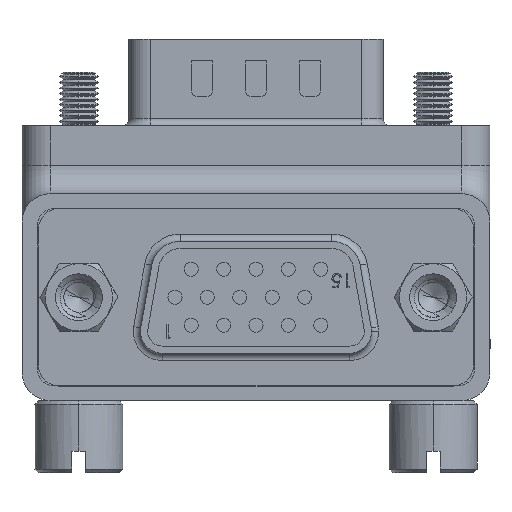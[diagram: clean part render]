
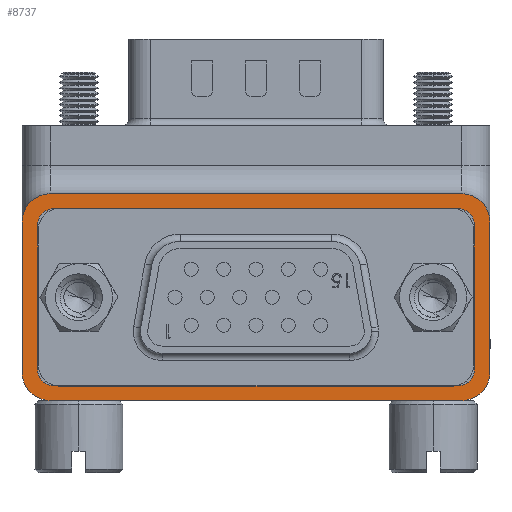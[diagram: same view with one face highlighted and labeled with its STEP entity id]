
A CAD part, front view. The second image highlights one B-rep face of the part: STEP entity #8737.
In plain terms, the highlighted planar face has unit normal (0, -1, 0).
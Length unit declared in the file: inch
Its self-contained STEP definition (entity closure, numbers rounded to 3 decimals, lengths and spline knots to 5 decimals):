
#4253 = CARTESIAN_POINT ( 'NONE',  ( -0.65, -0.47638, -0.26768 ) ) ;
#8737 = ADVANCED_FACE ( 'NONE', ( #47270, #47278 ), #55595, .F. ) ;
#19224 = ORIENTED_EDGE ( 'NONE', *, *, #100325, .F. ) ;
#19229 = ORIENTED_EDGE ( 'NONE', *, *, #100327, .F. ) ;
#19233 = ORIENTED_EDGE ( 'NONE', *, *, #100329, .F. ) ;
#19237 = ORIENTED_EDGE ( 'NONE', *, *, #100330, .F. ) ;
#19241 = ORIENTED_EDGE ( 'NONE', *, *, #100332, .F. ) ;
#19244 = ORIENTED_EDGE ( 'NONE', *, *, #100334, .F. ) ;
#19248 = ORIENTED_EDGE ( 'NONE', *, *, #100336, .F. ) ;
#19253 = ORIENTED_EDGE ( 'NONE', *, *, #100338, .F. ) ;
#19257 = ORIENTED_EDGE ( 'NONE', *, *, #89704, .T. ) ;
#19261 = ORIENTED_EDGE ( 'NONE', *, *, #100340, .T. ) ;
#19264 = ORIENTED_EDGE ( 'NONE', *, *, #100317, .T. ) ;
#19267 = ORIENTED_EDGE ( 'NONE', *, *, #100341, .T. ) ;
#19271 = ORIENTED_EDGE ( 'NONE', *, *, #100799, .T. ) ;
#19276 = ORIENTED_EDGE ( 'NONE', *, *, #100343, .T. ) ;
#19280 = ORIENTED_EDGE ( 'NONE', *, *, #100243, .T. ) ;
#19283 = ORIENTED_EDGE ( 'NONE', *, *, #100345, .T. ) ;
#32770 = EDGE_LOOP ( 'NONE', ( #19257, #19261, #19264, #19267, #19271, #19276, #19280, #19283 ) ) ;
#33196 = EDGE_LOOP ( 'NONE', ( #19224, #19229, #19233, #19237, #19241, #19244, #19248, #19253 ) ) ;
#33333 = VERTEX_POINT ( 'NONE', #126710 ) ;
#33341 = VERTEX_POINT ( 'NONE', #126724 ) ;
#33378 = VERTEX_POINT ( 'NONE', #126785 ) ;
#33383 = VERTEX_POINT ( 'NONE', #126794 ) ;
#33391 = VERTEX_POINT ( 'NONE', #126807 ) ;
#33456 = VERTEX_POINT ( 'NONE', #126916 ) ;
#33482 = VERTEX_POINT ( 'NONE', #126962 ) ;
#33501 = VERTEX_POINT ( 'NONE', #126995 ) ;
#33520 = VERTEX_POINT ( 'NONE', #127027 ) ;
#33549 = VERTEX_POINT ( 'NONE', #127067 ) ;
#34437 = VERTEX_POINT ( 'NONE', #127198 ) ;
#34667 = VERTEX_POINT ( 'NONE', #127289 ) ;
#47270 = FACE_BOUND ( 'NONE', #33196, .T. ) ;
#47278 = FACE_OUTER_BOUND ( 'NONE', #32770, .T. ) ;
#48148 = CARTESIAN_POINT ( 'NONE',  ( -0.65, -0.47638, -0.18898 ) ) ;
#48151 = DIRECTION ( 'NONE',  ( 0., 0., -1. ) ) ;
#48939 = VECTOR ( 'NONE', #52333, 39.37008 ) ;
#49076 = LINE ( 'NONE', #52434, #49081 ) ;
#49081 = VECTOR ( 'NONE', #52435, 39.37008 ) ;
#49083 = CIRCLE ( 'NONE', #81053, 0.045 ) ;
#49091 = LINE ( 'NONE', #52441, #49098 ) ;
#49096 = LINE ( 'NONE', #52444, #49103 ) ;
#49098 = VECTOR ( 'NONE', #52443, 39.37008 ) ;
#49099 = CIRCLE ( 'NONE', #81055, 0.045 ) ;
#49101 = LINE ( 'NONE', #52449, #49109 ) ;
#49103 = VECTOR ( 'NONE', #52442, 39.37008 ) ;
#49105 = CIRCLE ( 'NONE', #81057, 0.045 ) ;
#49107 = LINE ( 'NONE', #52454, #49115 ) ;
#49109 = VECTOR ( 'NONE', #52448, 39.37008 ) ;
#49111 = CIRCLE ( 'NONE', #81059, 0.045 ) ;
#49113 = CIRCLE ( 'NONE', #81060, 0.0787 ) ;
#49115 = VECTOR ( 'NONE', #52453, 39.37008 ) ;
#49120 = CIRCLE ( 'NONE', #81062, 0.0787 ) ;
#49122 = CIRCLE ( 'NONE', #81064, 0.0787 ) ;
#49123 = CIRCLE ( 'NONE', #81066, 0.0787 ) ;
#50162 = LINE ( 'NONE', #48148, #50169 ) ;
#50169 = VECTOR ( 'NONE', #48151, 39.37008 ) ;
#52332 = CARTESIAN_POINT ( 'NONE',  ( -0.65, -0.47638, -0.76378 ) ) ;
#52333 = DIRECTION ( 'NONE',  ( 1., 0., 0. ) ) ;
#52434 = CARTESIAN_POINT ( 'NONE',  ( 0.65, -0.47638, -0.18898 ) ) ;
#52435 = DIRECTION ( 'NONE',  ( -1., 0., 0. ) ) ;
#52441 = CARTESIAN_POINT ( 'NONE',  ( 0.6065, -0.47638, -0.27548 ) ) ;
#52442 = DIRECTION ( 'NONE',  ( 1., 0., 0. ) ) ;
#52443 = DIRECTION ( 'NONE',  ( 0., 0., 1. ) ) ;
#52444 = CARTESIAN_POINT ( 'NONE',  ( -0.5615, -0.47638, -0.72248 ) ) ;
#52445 = CARTESIAN_POINT ( 'NONE',  ( 0.5615, -0.47638, -0.67748 ) ) ;
#52446 = DIRECTION ( 'NONE',  ( 0., -1., 0. ) ) ;
#52447 = DIRECTION ( 'NONE',  ( 0., 0., 1. ) ) ;
#52448 = DIRECTION ( 'NONE',  ( 0., 0., -1. ) ) ;
#52449 = CARTESIAN_POINT ( 'NONE',  ( -0.6065, -0.47638, -0.27548 ) ) ;
#52450 = CARTESIAN_POINT ( 'NONE',  ( -0.5615, -0.47638, -0.67748 ) ) ;
#52451 = DIRECTION ( 'NONE',  ( 0., -1., 0. ) ) ;
#52452 = DIRECTION ( 'NONE',  ( 0., 0., 1. ) ) ;
#52453 = DIRECTION ( 'NONE',  ( -1., 0., 0. ) ) ;
#52454 = CARTESIAN_POINT ( 'NONE',  ( -0.5615, -0.47638, -0.23048 ) ) ;
#52455 = CARTESIAN_POINT ( 'NONE',  ( -0.5615, -0.47638, -0.27548 ) ) ;
#52456 = DIRECTION ( 'NONE',  ( 0., -1., 0. ) ) ;
#52457 = DIRECTION ( 'NONE',  ( 0., 0., 1. ) ) ;
#52458 = CARTESIAN_POINT ( 'NONE',  ( 0.5615, -0.47638, -0.27548 ) ) ;
#52459 = DIRECTION ( 'NONE',  ( 0., -1., 0. ) ) ;
#52460 = DIRECTION ( 'NONE',  ( 0., 0., 1. ) ) ;
#52461 = CARTESIAN_POINT ( 'NONE',  ( 0.5713, -0.47638, -0.26768 ) ) ;
#52462 = DIRECTION ( 'NONE',  ( 0., -1., 0. ) ) ;
#52463 = DIRECTION ( 'NONE',  ( 0., 0., 1. ) ) ;
#52464 = CARTESIAN_POINT ( 'NONE',  ( -0.5713, -0.47638, -0.26768 ) ) ;
#52465 = DIRECTION ( 'NONE',  ( 0., -1., 0. ) ) ;
#52466 = DIRECTION ( 'NONE',  ( 0., 0., 1. ) ) ;
#52467 = CARTESIAN_POINT ( 'NONE',  ( -0.5713, -0.47638, -0.68508 ) ) ;
#52468 = DIRECTION ( 'NONE',  ( 0., -1., 0. ) ) ;
#52469 = DIRECTION ( 'NONE',  ( 0., 0., 1. ) ) ;
#52470 = CARTESIAN_POINT ( 'NONE',  ( 0.5713, -0.47638, -0.68508 ) ) ;
#52471 = DIRECTION ( 'NONE',  ( 0., -1., 0. ) ) ;
#52472 = DIRECTION ( 'NONE',  ( 0., 0., 1. ) ) ;
#54979 = LINE ( 'NONE', #52332, #48939 ) ;
#55575 = DIRECTION ( 'NONE',  ( 0., 1., 0. ) ) ;
#55592 = CARTESIAN_POINT ( 'NONE',  ( -0.65, -0.47638, -0.76378 ) ) ;
#55595 = PLANE ( 'NONE',  #57787 ) ;
#55597 = DIRECTION ( 'NONE',  ( 0., 0., 1. ) ) ;
#57787 = AXIS2_PLACEMENT_3D ( 'NONE', #55592, #55575, #55597 ) ;
#60098 = CARTESIAN_POINT ( 'NONE',  ( -0.65, -0.47638, -0.68508 ) ) ;
#64705 = VERTEX_POINT ( 'NONE', #77134 ) ;
#64946 = VERTEX_POINT ( 'NONE', #72613 ) ;
#70695 = CARTESIAN_POINT ( 'NONE',  ( 0.65, -0.47638, -0.76378 ) ) ;
#70697 = DIRECTION ( 'NONE',  ( 0., 0., 1. ) ) ;
#70971 = LINE ( 'NONE', #70695, #70975 ) ;
#70975 = VECTOR ( 'NONE', #70697, 39.37008 ) ;
#72613 = CARTESIAN_POINT ( 'NONE',  ( 0.5713, -0.47638, -0.76378 ) ) ;
#77134 = CARTESIAN_POINT ( 'NONE',  ( -0.5713, -0.47638, -0.76378 ) ) ;
#81053 = AXIS2_PLACEMENT_3D ( 'NONE', #52445, #52446, #52447 ) ;
#81055 = AXIS2_PLACEMENT_3D ( 'NONE', #52450, #52451, #52452 ) ;
#81057 = AXIS2_PLACEMENT_3D ( 'NONE', #52455, #52456, #52457 ) ;
#81059 = AXIS2_PLACEMENT_3D ( 'NONE', #52458, #52459, #52460 ) ;
#81060 = AXIS2_PLACEMENT_3D ( 'NONE', #52461, #52462, #52463 ) ;
#81062 = AXIS2_PLACEMENT_3D ( 'NONE', #52464, #52465, #52466 ) ;
#81064 = AXIS2_PLACEMENT_3D ( 'NONE', #52467, #52468, #52469 ) ;
#81066 = AXIS2_PLACEMENT_3D ( 'NONE', #52470, #52471, #52472 ) ;
#89704 = EDGE_CURVE ( 'NONE', #34667, #34437, #70971, .T. ) ;
#93279 = VERTEX_POINT ( 'NONE', #4253 ) ;
#93448 = VERTEX_POINT ( 'NONE', #60098 ) ;
#100243 = EDGE_CURVE ( 'NONE', #64705, #64946, #54979, .T. ) ;
#100317 = EDGE_CURVE ( 'NONE', #33501, #33549, #49076, .T. ) ;
#100325 = EDGE_CURVE ( 'NONE', #33378, #33520, #49091, .T. ) ;
#100327 = EDGE_CURVE ( 'NONE', #33341, #33378, #49083, .T. ) ;
#100329 = EDGE_CURVE ( 'NONE', #33391, #33341, #49096, .T. ) ;
#100330 = EDGE_CURVE ( 'NONE', #33482, #33391, #49099, .T. ) ;
#100332 = EDGE_CURVE ( 'NONE', #33383, #33482, #49101, .T. ) ;
#100334 = EDGE_CURVE ( 'NONE', #33456, #33383, #49105, .T. ) ;
#100336 = EDGE_CURVE ( 'NONE', #33333, #33456, #49107, .T. ) ;
#100338 = EDGE_CURVE ( 'NONE', #33520, #33333, #49111, .T. ) ;
#100340 = EDGE_CURVE ( 'NONE', #34437, #33501, #49113, .T. ) ;
#100341 = EDGE_CURVE ( 'NONE', #33549, #93279, #49120, .T. ) ;
#100343 = EDGE_CURVE ( 'NONE', #93448, #64705, #49122, .T. ) ;
#100345 = EDGE_CURVE ( 'NONE', #64946, #34667, #49123, .T. ) ;
#100799 = EDGE_CURVE ( 'NONE', #93279, #93448, #50162, .T. ) ;
#126710 = CARTESIAN_POINT ( 'NONE',  ( 0.5615, -0.47638, -0.23048 ) ) ;
#126724 = CARTESIAN_POINT ( 'NONE',  ( 0.5615, -0.47638, -0.72248 ) ) ;
#126785 = CARTESIAN_POINT ( 'NONE',  ( 0.6065, -0.47638, -0.67748 ) ) ;
#126794 = CARTESIAN_POINT ( 'NONE',  ( -0.6065, -0.47638, -0.27548 ) ) ;
#126807 = CARTESIAN_POINT ( 'NONE',  ( -0.5615, -0.47638, -0.72248 ) ) ;
#126916 = CARTESIAN_POINT ( 'NONE',  ( -0.5615, -0.47638, -0.23048 ) ) ;
#126962 = CARTESIAN_POINT ( 'NONE',  ( -0.6065, -0.47638, -0.67748 ) ) ;
#126995 = CARTESIAN_POINT ( 'NONE',  ( 0.5713, -0.47638, -0.18898 ) ) ;
#127027 = CARTESIAN_POINT ( 'NONE',  ( 0.6065, -0.47638, -0.27548 ) ) ;
#127067 = CARTESIAN_POINT ( 'NONE',  ( -0.5713, -0.47638, -0.18898 ) ) ;
#127198 = CARTESIAN_POINT ( 'NONE',  ( 0.65, -0.47638, -0.26768 ) ) ;
#127289 = CARTESIAN_POINT ( 'NONE',  ( 0.65, -0.47638, -0.68508 ) ) ;
